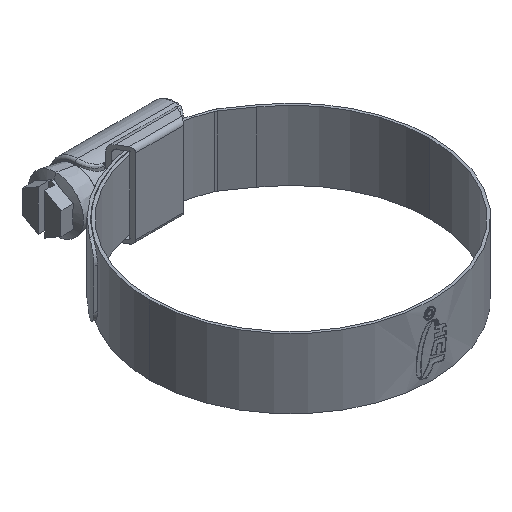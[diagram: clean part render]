
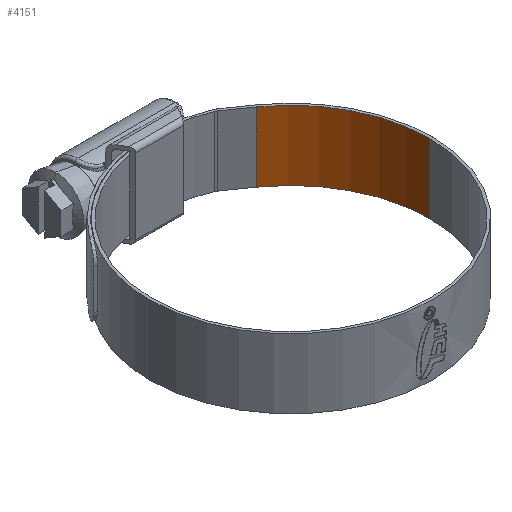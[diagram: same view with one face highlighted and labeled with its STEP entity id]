
A CAD part, isometric view. The second image highlights one B-rep face of the part: STEP entity #4151.
In plain terms, the highlighted cylindrical face has radius 28.5 mm (diameter 57 mm), a partial arc.
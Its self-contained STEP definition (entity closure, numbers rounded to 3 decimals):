
#50 = ORIENTED_EDGE ( 'NONE', *, *, #2489, .F. ) ;
#611 = DIRECTION ( 'NONE',  ( 0., 0., 1. ) ) ;
#750 = EDGE_CURVE ( 'NONE', #7215, #6143, #5261, .T. ) ;
#890 = DIRECTION ( 'NONE',  ( -1., 0., 0. ) ) ;
#1065 = CARTESIAN_POINT ( 'NONE',  ( 16.347, 23.346, 7.135 ) ) ;
#1233 = VERTEX_POINT ( 'NONE', #6760 ) ;
#1329 = VECTOR ( 'NONE', #4153, 1000. ) ;
#1676 = DIRECTION ( 'NONE',  ( 1., 0., 0. ) ) ;
#2278 = CARTESIAN_POINT ( 'NONE',  ( 0., 0., -7.135 ) ) ;
#2489 = EDGE_CURVE ( 'NONE', #1233, #7215, #6539, .T. ) ;
#2510 = DIRECTION ( 'NONE',  ( 1., 0., 0. ) ) ;
#2610 = ORIENTED_EDGE ( 'NONE', *, *, #3340, .T. ) ;
#2834 = ORIENTED_EDGE ( 'NONE', *, *, #7565, .T. ) ;
#2915 = ORIENTED_EDGE ( 'NONE', *, *, #750, .F. ) ;
#3320 = CARTESIAN_POINT ( 'NONE',  ( 0., 0., 7.135 ) ) ;
#3340 = EDGE_CURVE ( 'NONE', #1233, #4829, #4231, .T. ) ;
#3624 = AXIS2_PLACEMENT_3D ( 'NONE', #6633, #611, #2510 ) ;
#4003 = CARTESIAN_POINT ( 'NONE',  ( 28.5, 0., -7.135 ) ) ;
#4077 = CARTESIAN_POINT ( 'NONE',  ( 28.5, 0., 7.135 ) ) ;
#4103 = EDGE_LOOP ( 'NONE', ( #50, #2610, #2834, #2915 ) ) ;
#4151 = ADVANCED_FACE ( 'NONE', ( #4555 ), #5618, .F. ) ;
#4153 = DIRECTION ( 'NONE',  ( 0., 0., -1. ) ) ;
#4231 = CIRCLE ( 'NONE', #3624, 28.5 ) ;
#4555 = FACE_OUTER_BOUND ( 'NONE', #4103, .T. ) ;
#4760 = AXIS2_PLACEMENT_3D ( 'NONE', #2278, #7494, #1676 ) ;
#4829 = VERTEX_POINT ( 'NONE', #6147 ) ;
#5092 = AXIS2_PLACEMENT_3D ( 'NONE', #3320, #6863, #890 ) ;
#5261 = CIRCLE ( 'NONE', #4760, 28.5 ) ;
#5618 = CYLINDRICAL_SURFACE ( 'NONE', #5092, 28.5 ) ;
#6143 = VERTEX_POINT ( 'NONE', #7428 ) ;
#6147 = CARTESIAN_POINT ( 'NONE',  ( 16.347, 23.346, 7.135 ) ) ;
#6242 = VECTOR ( 'NONE', #6841, 1000. ) ;
#6539 = LINE ( 'NONE', #4077, #1329 ) ;
#6633 = CARTESIAN_POINT ( 'NONE',  ( 0., 0., 7.135 ) ) ;
#6760 = CARTESIAN_POINT ( 'NONE',  ( 28.5, 0., 7.135 ) ) ;
#6841 = DIRECTION ( 'NONE',  ( 0., 0., -1. ) ) ;
#6863 = DIRECTION ( 'NONE',  ( 0., 0., -1. ) ) ;
#6969 = LINE ( 'NONE', #1065, #6242 ) ;
#7215 = VERTEX_POINT ( 'NONE', #4003 ) ;
#7428 = CARTESIAN_POINT ( 'NONE',  ( 16.347, 23.346, -7.135 ) ) ;
#7494 = DIRECTION ( 'NONE',  ( 0., 0., 1. ) ) ;
#7565 = EDGE_CURVE ( 'NONE', #4829, #6143, #6969, .T. ) ;
